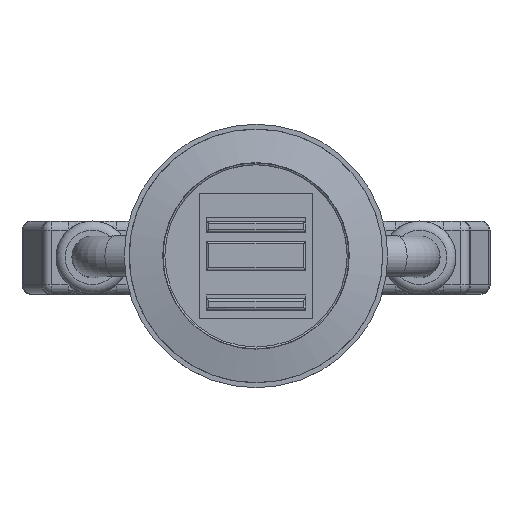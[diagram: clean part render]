
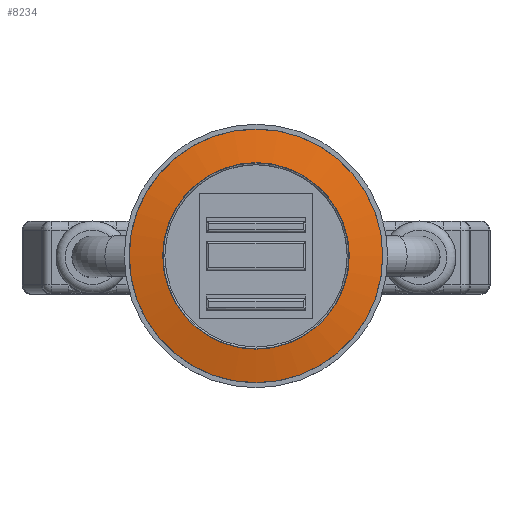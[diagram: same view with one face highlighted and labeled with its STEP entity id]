
A CAD part, top view. The second image highlights one B-rep face of the part: STEP entity #8234.
In plain terms, the highlighted conical face has half-angle 78.5 degrees and reference radius 12.107 mm.
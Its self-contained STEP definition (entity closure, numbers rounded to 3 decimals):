
#39=CONICAL_SURFACE($,#8738,12.107,78.5);
#477=FACE_BOUND($,#1726,.T.);
#564=CIRCLE($,#8692,10.264);
#576=CIRCLE($,#8737,13.95);
#1219=FACE_OUTER_BOUND($,#1725,.T.);
#1725=EDGE_LOOP($,(#6530));
#1726=EDGE_LOOP($,(#6531));
#3673=VERTEX_POINT($,#16900);
#3686=VERTEX_POINT($,#20950);
#4602=EDGE_CURVE($,#3673,#3673,#564,.T.);
#4689=EDGE_CURVE($,#3686,#3686,#576,.T.);
#6530=ORIENTED_EDGE($,*,*,#4602,.F.);
#6531=ORIENTED_EDGE($,*,*,#4689,.T.);
#8234=ADVANCED_FACE($,(#1219,#477),#39,.T.);
#8692=AXIS2_PLACEMENT_3D($,#16901,#9816,#9817);
#8737=AXIS2_PLACEMENT_3D($,#20951,#9915,#9916);
#8738=AXIS2_PLACEMENT_3D($,#20952,#9917,#9918);
#9816=DIRECTION('center_axis',(0.,0.,
1.));
#9817=DIRECTION('ref_axis',(-1.,0.,0.));
#9915=DIRECTION('center_axis',(0.,0.,
1.));
#9916=DIRECTION('ref_axis',(-1.,0.,0.));
#9917=DIRECTION('center_axis',(0.,0.,
-1.));
#9918=DIRECTION('ref_axis',(1.,0.,0.));
#16900=CARTESIAN_POINT('',(10.264,0.,13.));
#16901=CARTESIAN_POINT('Origin',(0.,0.,
13.));
#20950=CARTESIAN_POINT('',(13.95,0.,12.25));
#20951=CARTESIAN_POINT('Origin',(0.,0.,
12.25));
#20952=CARTESIAN_POINT('Origin',(0.,0.,
12.625));
